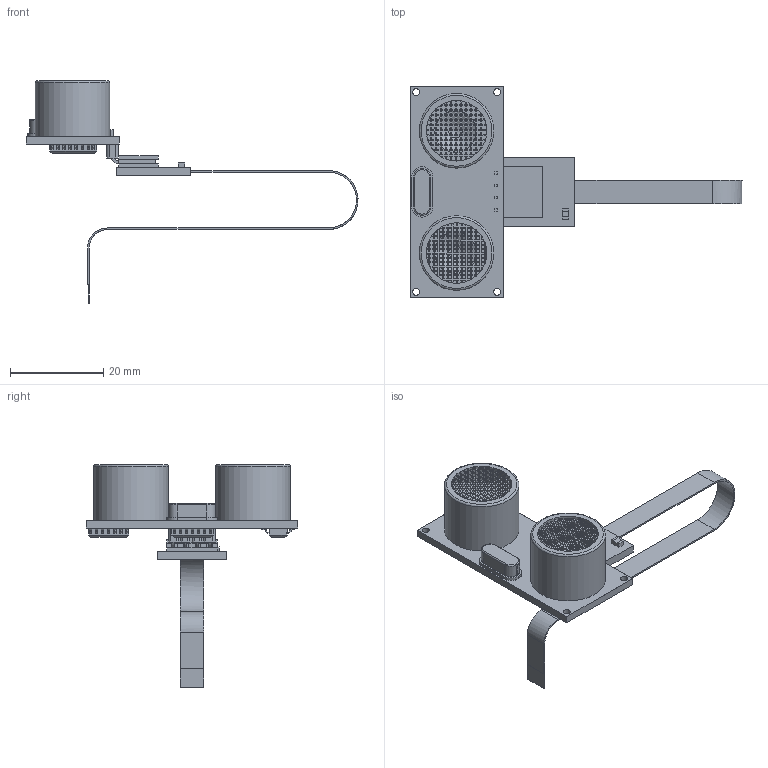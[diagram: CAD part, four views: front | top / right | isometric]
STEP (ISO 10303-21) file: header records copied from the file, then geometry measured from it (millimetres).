
FILE_DESCRIPTION(('Open CASCADE Model'),'2;1');
FILE_NAME('Open CASCADE Shape Model','2022-02-28T14:49:56',('Author'),( 'Open CASCADE'),'Open CASCADE STEP processor 6.8','Open CASCADE 6.8' ,'Unknown');
FILE_SCHEMA(('AUTOMOTIVE_DESIGN { 1 0 10303 214 1 1 1 1 }'));
Products named in the file (1): PCB
Bounding box: 71.28 x 45.45 x 47.79 mm (x, y, z)
Volume: 1158.5 mm3; surface area: 10561.9 mm2
Topology: 69 solids, 74 shells, 1900 faces, 5502 edges, 3658 vertices
Faces by surface type: plane 1822, cylinder 62, cone 10, torus 6
Full cylindrical faces by diameter (mm): 1.5 x12, 13 x2, 16 x4
Entity records: 63040 total; most frequent: CARTESIAN_POINT 11161, ORIENTED_EDGE 10976, DIRECTION 9558, EDGE_CURVE 5500, LINE 5148, VECTOR 5148, VERTEX_POINT 3658, FACE_BOUND 2424
